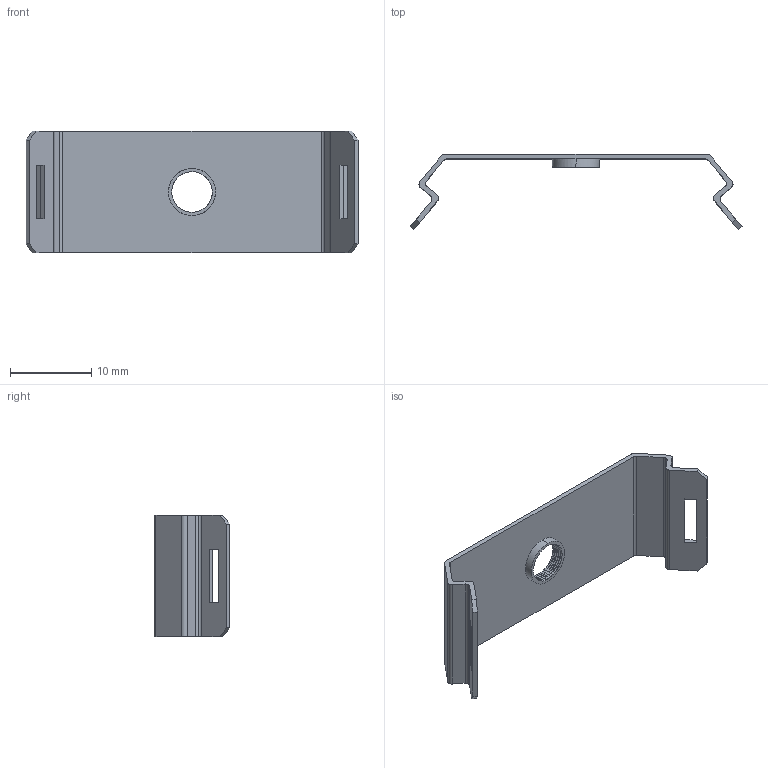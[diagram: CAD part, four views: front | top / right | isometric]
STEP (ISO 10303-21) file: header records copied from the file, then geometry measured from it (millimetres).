
FILE_DESCRIPTION (( 'STEP AP214' ), '1' );
FILE_NAME ('1030-555.STEP', '2024-01-05T13:35:27', ( '' ), ( '' ), 'SwSTEP 2.0', 'SolidWorks 2022', '' );
FILE_SCHEMA (( 'AUTOMOTIVE_DESIGN' ));
Length unit declared in the file: millimetre
Products named in the file (1): 1030-555
Bounding box: 40.93 x 9.34 x 15 mm (x, y, z)
Volume: 480.6 mm3; surface area: 1741 mm2
Topology: 1 solids, 1 shells, 64 faces, 184 edges, 123 vertices
Faces by surface type: plane 32, cylinder 29, bspline 3
Entity records: 3084 total; most frequent: CARTESIAN_POINT 1427, ORIENTED_EDGE 368, DIRECTION 304, EDGE_CURVE 184, VERTEX_POINT 123, LINE 116, VECTOR 116, AXIS2_PLACEMENT_3D 94
